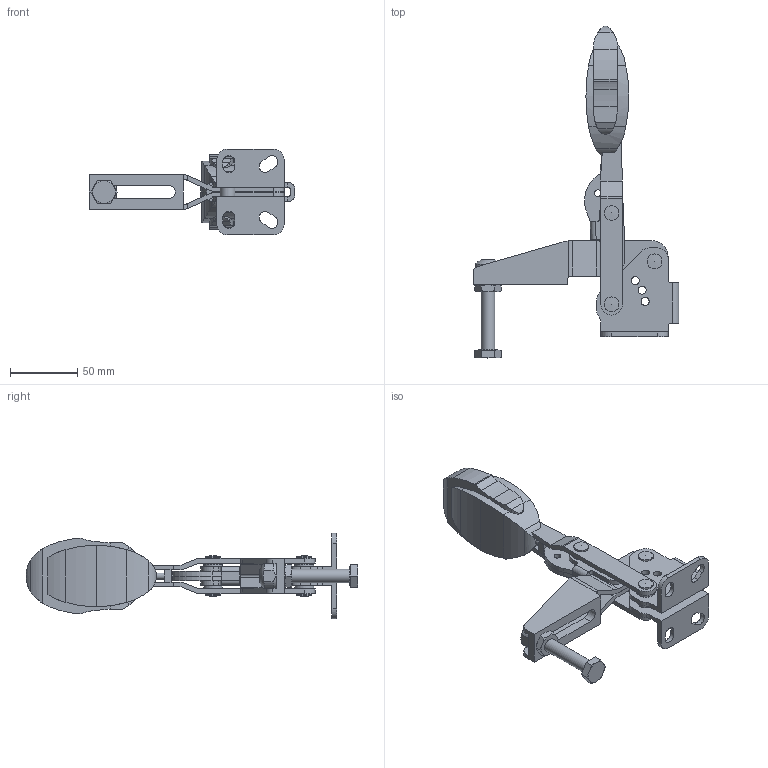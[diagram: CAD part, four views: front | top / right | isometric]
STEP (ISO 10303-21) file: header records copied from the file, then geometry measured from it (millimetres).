
FILE_DESCRIPTION( ( 'STEP AP214' ), '1' );
FILE_NAME( 'K0662.010101 STP.stp', '2020-10-15T07:50:54', ( '' ), ( '' ), ' ', 'PARTsolutions', ' ' );
FILE_SCHEMA( ( 'AUTOMOTIVE_DESIGN { 1 0 10303 214 1 1 1 1 }' ) );
Length unit declared in the file: millimetre
Products named in the file (16): K0662.0101010; _bbt_fuss_4; _bbv_spannhebel_4; _nieten_AK02013; _griff_sperre_4; _bbo_sicherung_5; _spannarm_bbu_4; _buchsen_AK02106; _nieten_AK02011; _bef_lasche_4; _bee_raststueck_4; _buchse_m_bund_AK02105; _scheibe_drm14; _M 10_mutter_1; _M 10_55_1; _K0664.10
Assembly tree (21 placements, depth 2):
  K0662.0101010
    _bbt_fuss_4
    _bbv_spannhebel_4
    _nieten_AK02013  x2
    _griff_sperre_4
    _bbo_sicherung_5
    _spannarm_bbu_4
    _buchsen_AK02106  x2
    _nieten_AK02011  x2
    _bef_lasche_4
    _bee_raststueck_4  x2
    _buchse_m_bund_AK02105  x2
    _scheibe_drm14  x2
    _M 10_mutter_1
    _M 10_55_1
    _K0664.10
Bounding box: 153 x 247.07 x 64 mm (x, y, z)
Volume: 207851.4 mm3; surface area: 93922.4 mm2
Topology: 21 solids, 21 shells, 471 faces, 1224 edges, 796 vertices
Faces by surface type: cylinder 211, plane 208, cone 43, sphere 9
Full cylindrical faces by diameter (mm): 5 x3, 5.2 x1, 5.5 x5, 6 x6, 8 x16, 8.376 x2, 10 x1, 10.2 x2, 10.6 x2, 11 x22, 14 x4, 14.6 x1
Entity records: 16694 total; most frequent: CARTESIAN_POINT 2931, DIRECTION 2110, ORIENTED_EDGE 2036, EDGE_CURVE 1018, AXIS2_PLACEMENT_3D 775, VERTEX_POINT 706, LINE 560, VECTOR 560
